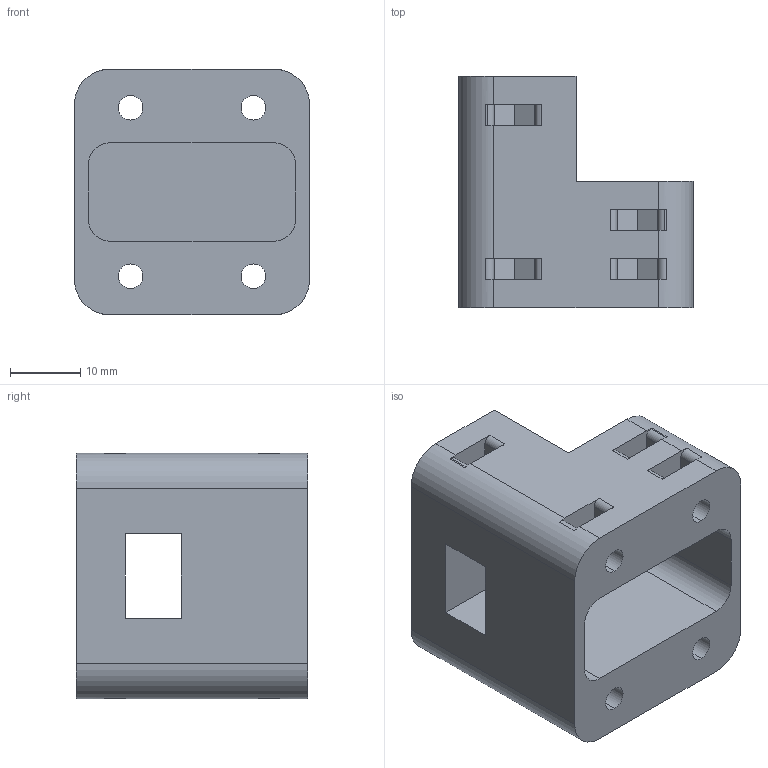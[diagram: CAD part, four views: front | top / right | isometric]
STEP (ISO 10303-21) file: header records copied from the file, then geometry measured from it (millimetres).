
FILE_DESCRIPTION (( 'STEP AP203' ), '1' );
FILE_NAME ('Eje Y - Enganche correa.STEP', '2015-09-07T08:22:56', ( 'Motherfocka' ), ( '' ), 'SwSTEP 2.0', 'SolidWorks 2014', '' );
FILE_SCHEMA (( 'CONFIG_CONTROL_DESIGN' ));
Length unit declared in the file: millimetre
Products named in the file (1): Eje Y - Enganche correa
Bounding box: 33.5 x 33 x 35 mm (x, y, z)
Volume: 19680 mm3; surface area: 9591.8 mm2
Topology: 1 solids, 1 shells, 128 faces, 366 edges, 244 vertices
Faces by surface type: plane 68, cylinder 60
Entity records: 4355 total; most frequent: DIRECTION 760, CARTESIAN_POINT 739, ORIENTED_EDGE 732, EDGE_CURVE 366, AXIS2_PLACEMENT_3D 265, VERTEX_POINT 244, VECTOR 230, LINE 230
